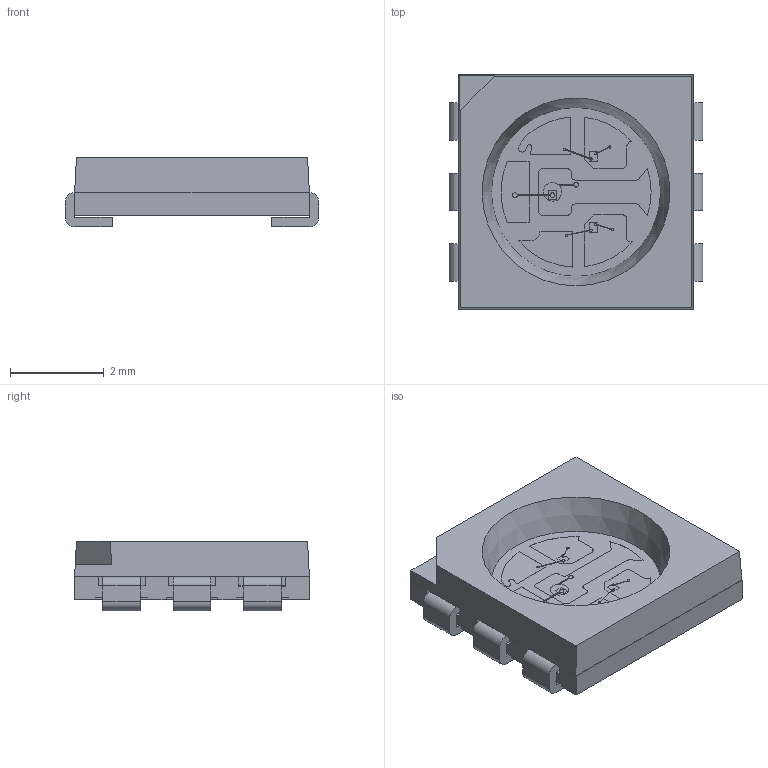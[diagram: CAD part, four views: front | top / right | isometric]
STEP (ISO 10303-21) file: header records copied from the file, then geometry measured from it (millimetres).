
FILE_DESCRIPTION(/* description */ ('Unknown'),/* implementation_level */ '2;1');
FILE_NAME(/* name */ '150505M1xxx',/* time_stamp */ '2019-06-05T10:18:06+02:00',/* author */ ('Unknown'),/* organization */ ('Unknown'),/* preprocessor_version */ 'ST-DEVELOPER v16.7',/* originating_system */ 'DEX',/* authorisation */ $);
FILE_SCHEMA (('AUTOMOTIVE_DESIGN {1 0 10303 214 3 1 1}'));
Length unit declared in the file: millimetre
Products named in the file (4): 150505M1xxx; cover; housing; base
Assembly tree (4 placements, depth 2):
  150505M1xxx
    cover
    housing
    base  x2
Bounding box: 5.4 x 5 x 1.48 mm (x, y, z)
Volume: 22.4 mm3; surface area: 137.1 mm2
Topology: 8 solids, 8 shells, 271 faces, 743 edges, 494 vertices
Faces by surface type: plane 212, cylinder 58, cone 1
Full cylindrical faces by diameter (mm): 1.3 x1
Entity records: 8905 total; most frequent: CARTESIAN_POINT 1336, ORIENTED_EDGE 1302, DIRECTION 1233, EDGE_CURVE 651, LINE 543, VECTOR 543, VERTEX_POINT 434, AXIS2_PLACEMENT_3D 345
